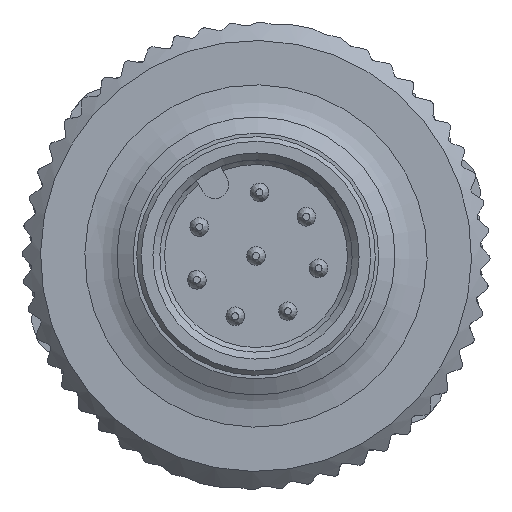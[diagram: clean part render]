
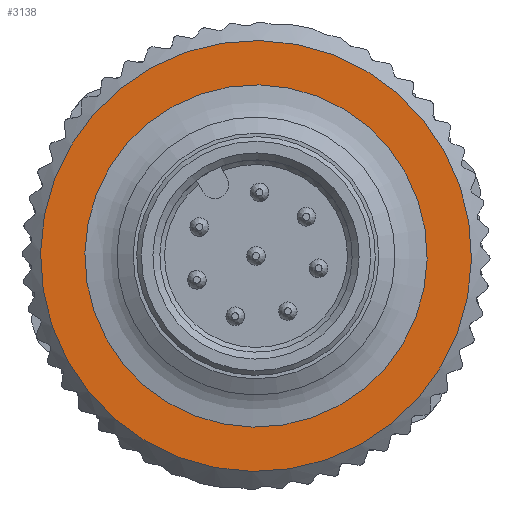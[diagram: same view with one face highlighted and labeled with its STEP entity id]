
A CAD part, left-side view. The second image highlights one B-rep face of the part: STEP entity #3138.
In plain terms, the highlighted planar face has unit normal (-1, 0, 0).
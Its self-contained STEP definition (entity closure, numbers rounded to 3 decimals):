
#3138=ADVANCED_FACE('',(#4090,#4091),#3733,.T.);
#3733=PLANE('',#11594);
#4090=FACE_BOUND('',#4204,.T.);
#4091=FACE_BOUND('',#4205,.T.);
#4204=EDGE_LOOP('',(#5310));
#4205=EDGE_LOOP('',(#5311));
#5310=ORIENTED_EDGE('',*,*,#9825,.T.);
#5311=ORIENTED_EDGE('',*,*,#9591,.T.);
#8448=VERTEX_POINT('',#17621);
#8664=VERTEX_POINT('',#18122);
#9591=EDGE_CURVE('',#8448,#8448,#11075,.T.);
#9825=EDGE_CURVE('',#8664,#8664,#11181,.T.);
#11075=CIRCLE('',#11469,9.3);
#11181=CIRCLE('',#11593,7.387);
#11469=AXIS2_PLACEMENT_3D('',#17620,#12490,#12491);
#11593=AXIS2_PLACEMENT_3D('',#18121,#12855,#12856);
#11594=AXIS2_PLACEMENT_3D('',#18123,#12857,#12858);
#12490=DIRECTION('',(-1.,0.,0.));
#12491=DIRECTION('',(0.,0.982,0.191));
#12855=DIRECTION('',(1.,0.,0.));
#12856=DIRECTION('',(0.,0.982,0.191));
#12857=DIRECTION('',(-1.,0.,0.));
#12858=DIRECTION('',(0.,-0.982,-0.191));
#17620=CARTESIAN_POINT('',(-8.3,-0.006,-0.013));
#17621=CARTESIAN_POINT('',(-8.3,9.123,1.761));
#18121=CARTESIAN_POINT('',(-8.3,-0.006,-0.013));
#18122=CARTESIAN_POINT('',(-8.3,7.245,1.396));
#18123=CARTESIAN_POINT('',(-8.3,-0.006,-0.013));
